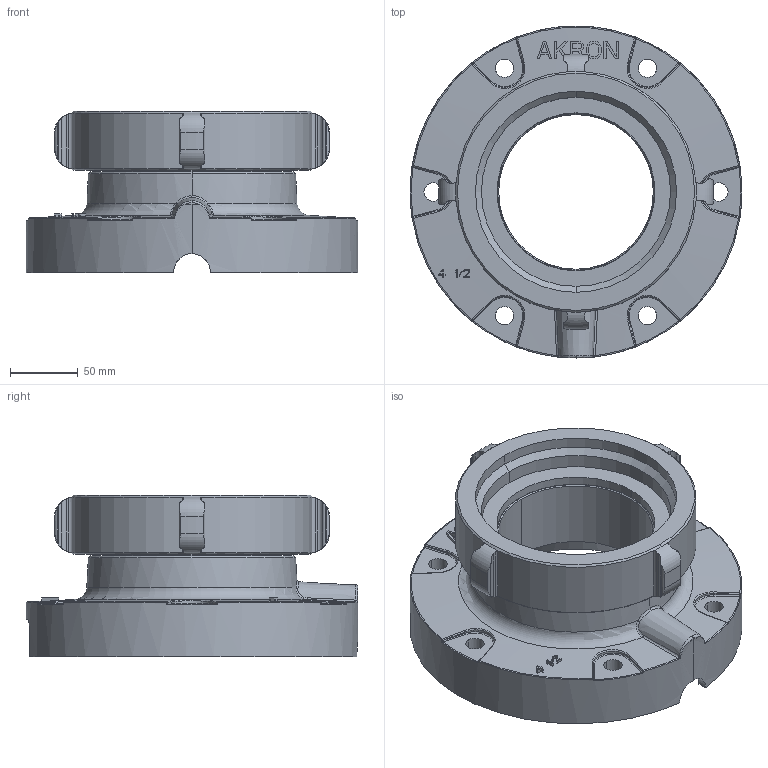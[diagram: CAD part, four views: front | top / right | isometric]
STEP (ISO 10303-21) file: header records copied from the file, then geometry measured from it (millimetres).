
FILE_DESCRIPTION((''),'2;1');
FILE_NAME('4_5_NH_F_00','2016-07-08T',('sobri'),(''),'CREO PARAMETRIC BY PTC INC, 2015290','CREO PARAMETRIC BY PTC INC, 2015290','');
FILE_SCHEMA(('CONFIG_CONTROL_DESIGN'));
Length unit declared in the file: inch
Products named in the file (1): 4_5_NH_F_00
Bounding box: 245.09 x 245.24 x 119.15 mm (x, y, z)
Surface area: 227920.2 mm2 (no closed solid volume)
Topology: 0 solids, 5 shells, 446 faces, 1200 edges, 770 vertices
Faces by surface type: plane 219, cylinder 92, bspline 78, torus 34, cone 23
Entity records: 17442 total; most frequent: CARTESIAN_POINT 7275, ORIENTED_EDGE 2366, DIRECTION 1720, EDGE_CURVE 1200, VERTEX_POINT 770, AXIS2_PLACEMENT_3D 620, VECTOR 480, LINE 480
